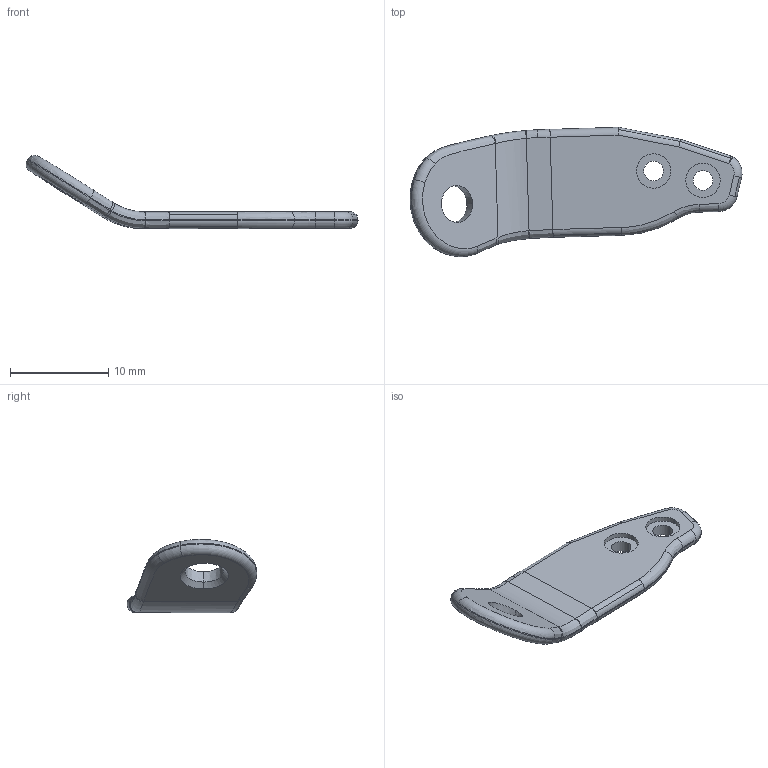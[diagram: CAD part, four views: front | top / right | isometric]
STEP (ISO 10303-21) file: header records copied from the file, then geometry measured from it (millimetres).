
FILE_DESCRIPTION(('STEP AP214'),'1');
FILE_NAME('R2.stp','2021-10-16T15:11:30',(' '),(' '),'Spatial InterOp 3D',' ',' ');
FILE_SCHEMA(('AUTOMOTIVE_DESIGN { 1 0 10303 214 1 1 1 1 }'));
Length unit declared in the file: metre
Products named in the file (1): 实体
Bounding box: 33.8 x 13.18 x 7.45 mm (x, y, z)
Volume: 519 mm3; surface area: 773.3 mm2
Topology: 1 solids, 1 shells, 111 faces, 270 edges, 161 vertices
Faces by surface type: cylinder 46, bspline 22, plane 20, torus 10, sphere 9, cone 4
Entity records: 6045 total; most frequent: CARTESIAN_POINT 3521, ORIENTED_EDGE 536, DIRECTION 523, EDGE_CURVE 268, AXIS2_PLACEMENT_3D 217, VERTEX_POINT 161, EDGE_LOOP 119, CIRCLE 115
